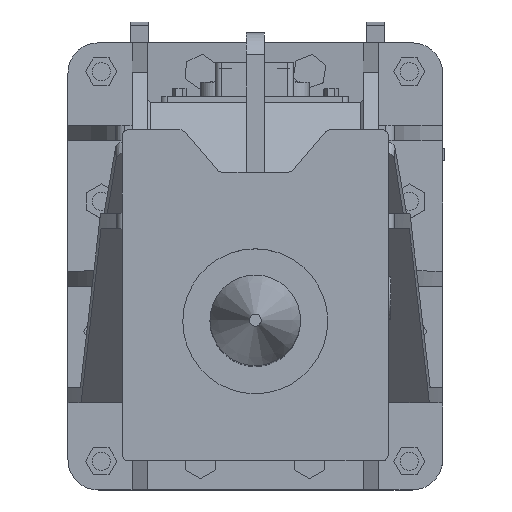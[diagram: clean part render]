
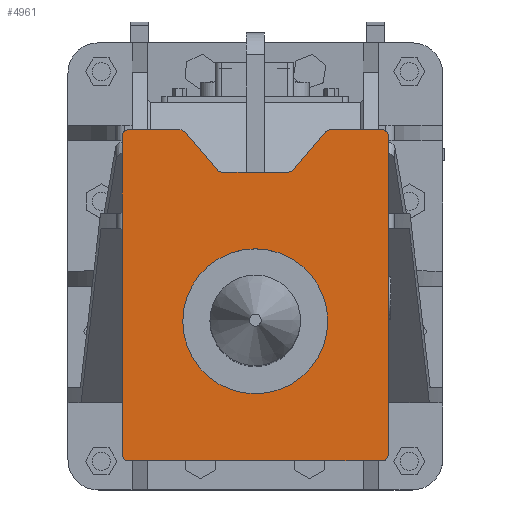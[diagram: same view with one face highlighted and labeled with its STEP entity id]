
A CAD part, top view. The second image highlights one B-rep face of the part: STEP entity #4961.
In plain terms, the highlighted planar face has unit normal (0, 0, 1).
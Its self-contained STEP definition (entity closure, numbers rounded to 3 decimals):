
#4961=ADVANCED_FACE('',(#10684,#10686),#10688,.T.);
#10684=FACE_BOUND('',#10685,.T.);
#10685=EDGE_LOOP('',(#14848,#14849,#14850,#14851,#14852,#14853,#14854,#14855,#14856,
#14857,#14858,#14859,#14860,#14861,#14862,#14863));
#10686=FACE_BOUND('',#10687,.T.);
#10687=EDGE_LOOP('',(#14864));
#10688=PLANE('',#10689);
#10689=AXIS2_PLACEMENT_3D('',#10690,#10691,#10692);
#10690=CARTESIAN_POINT('',(0.,0.,1849.));
#10691=DIRECTION('',(0.,0.,1.));
#10692=DIRECTION('',(1.,0.,0.));
#14848=ORIENTED_EDGE('',*,*,#17051,.F.);
#14849=ORIENTED_EDGE('',*,*,#17052,.T.);
#14850=ORIENTED_EDGE('',*,*,#17053,.F.);
#14851=ORIENTED_EDGE('',*,*,#17054,.T.);
#14852=ORIENTED_EDGE('',*,*,#17055,.F.);
#14853=ORIENTED_EDGE('',*,*,#16809,.T.);
#14854=ORIENTED_EDGE('',*,*,#17050,.F.);
#14855=ORIENTED_EDGE('',*,*,#17056,.T.);
#14856=ORIENTED_EDGE('',*,*,#17057,.T.);
#14857=ORIENTED_EDGE('',*,*,#17058,.T.);
#14858=ORIENTED_EDGE('',*,*,#17059,.T.);
#14859=ORIENTED_EDGE('',*,*,#17060,.T.);
#14860=ORIENTED_EDGE('',*,*,#17061,.F.);
#14861=ORIENTED_EDGE('',*,*,#16827,.T.);
#14862=ORIENTED_EDGE('',*,*,#17062,.F.);
#14863=ORIENTED_EDGE('',*,*,#17063,.T.);
#14864=ORIENTED_EDGE('',*,*,#17064,.T.);
#16809=EDGE_CURVE('',#19346,#19344,#19347,.T.);
#16827=EDGE_CURVE('',#19369,#19367,#19370,.T.);
#17050=EDGE_CURVE('',#19720,#19344,#19722,.F.);
#17051=EDGE_CURVE('',#19723,#19724,#19725,.F.);
#17052=EDGE_CURVE('',#19723,#19726,#19727,.T.);
#17053=EDGE_CURVE('',#19728,#19726,#19729,.F.);
#17054=EDGE_CURVE('',#19728,#19730,#19731,.T.);
#17055=EDGE_CURVE('',#19346,#19730,#19732,.F.);
#17056=EDGE_CURVE('',#19720,#19733,#19734,.F.);
#17057=EDGE_CURVE('',#19733,#19735,#19736,.T.);
#17058=EDGE_CURVE('',#19735,#19737,#19738,.F.);
#17059=EDGE_CURVE('',#19737,#19739,#19740,.T.);
#17060=EDGE_CURVE('',#19739,#19741,#19742,.F.);
#17061=EDGE_CURVE('',#19369,#19741,#19743,.F.);
#17062=EDGE_CURVE('',#19744,#19367,#19745,.F.);
#17063=EDGE_CURVE('',#19744,#19724,#19746,.T.);
#17064=EDGE_CURVE('',#19747,#19747,#19748,.F.);
#19344=VERTEX_POINT('',#24709);
#19346=VERTEX_POINT('',#24713);
#19347=LINE('',#24714,#24715);
#19367=VERTEX_POINT('',#24768);
#19369=VERTEX_POINT('',#24772);
#19370=LINE('',#24773,#24774);
#19720=VERTEX_POINT('',#25768);
#19722=CIRCLE('',#25772,10.);
#19723=VERTEX_POINT('',#25776);
#19724=VERTEX_POINT('',#25777);
#19725=CIRCLE('',#25778,10.);
#19726=VERTEX_POINT('',#25782);
#19727=LINE('',#25783,#25784);
#19728=VERTEX_POINT('',#25786);
#19729=CIRCLE('',#25787,10.);
#19730=VERTEX_POINT('',#25791);
#19731=LINE('',#25792,#25793);
#19732=CIRCLE('',#25795,10.);
#19733=VERTEX_POINT('',#25799);
#19734=LINE('',#25800,#25801);
#19735=VERTEX_POINT('',#25803);
#19736=CIRCLE('',#25804,10.);
#19737=VERTEX_POINT('',#25808);
#19738=LINE('',#25809,#25810);
#19739=VERTEX_POINT('',#25812);
#19740=CIRCLE('',#25813,10.);
#19741=VERTEX_POINT('',#25817);
#19742=LINE('',#25818,#25819);
#19743=CIRCLE('',#25821,10.);
#19744=VERTEX_POINT('',#25825);
#19745=CIRCLE('',#25826,10.);
#19746=LINE('',#25830,#25831);
#19747=VERTEX_POINT('',#25833);
#19748=CIRCLE('',#25834,120.);
#24709=CARTESIAN_POINT('',(434.599,593.,1849.));
#24713=CARTESIAN_POINT('',(520.,593.,1849.));
#24714=CARTESIAN_POINT('',(520.,593.,1849.));
#24715=VECTOR('',#24716,1.);
#24716=DIRECTION('',(-1.,0.,0.));
#24768=CARTESIAN_POINT('',(100.,593.,1849.));
#24772=CARTESIAN_POINT('',(185.401,593.,1849.));
#24773=CARTESIAN_POINT('',(185.401,593.,1849.));
#24774=VECTOR('',#24775,1.);
#24775=DIRECTION('',(-1.,0.,0.));
#25768=CARTESIAN_POINT('',(427.007,589.508,1849.));
#25772=AXIS2_PLACEMENT_3D('',#25773,#25774,#25775);
#25773=CARTESIAN_POINT('',(434.599,583.,1849.));
#25774=DIRECTION('',(0.,0.,1.));
#25775=DIRECTION('',(0.,1.,0.));
#25776=CARTESIAN_POINT('',(100.,45.,1849.));
#25777=CARTESIAN_POINT('',(90.,55.,1849.));
#25778=AXIS2_PLACEMENT_3D('',#25779,#25780,#25781);
#25779=CARTESIAN_POINT('',(100.,55.,1849.));
#25780=DIRECTION('',(0.,0.,1.));
#25781=DIRECTION('',(-1.,0.,0.));
#25782=CARTESIAN_POINT('',(520.,45.,1849.));
#25783=CARTESIAN_POINT('',(100.,45.,1849.));
#25784=VECTOR('',#25785,1.);
#25785=DIRECTION('',(1.,0.,0.));
#25786=CARTESIAN_POINT('',(530.,55.,1849.));
#25787=AXIS2_PLACEMENT_3D('',#25788,#25789,#25790);
#25788=CARTESIAN_POINT('',(520.,55.,1849.));
#25789=DIRECTION('',(0.,0.,1.));
#25790=DIRECTION('',(0.,-1.,0.));
#25791=CARTESIAN_POINT('',(530.,583.,1849.));
#25792=CARTESIAN_POINT('',(530.,55.,1849.));
#25793=VECTOR('',#25794,1.);
#25794=DIRECTION('',(0.,1.,0.));
#25795=AXIS2_PLACEMENT_3D('',#25796,#25797,#25798);
#25796=CARTESIAN_POINT('',(520.,583.,1849.));
#25797=DIRECTION('',(0.,0.,1.));
#25798=DIRECTION('',(1.,0.,0.));
#25799=CARTESIAN_POINT('',(372.993,526.492,1849.));
#25800=CARTESIAN_POINT('',(372.993,526.492,1849.));
#25801=VECTOR('',#25802,1.);
#25802=DIRECTION('',(0.651,0.759,0.));
#25803=CARTESIAN_POINT('',(365.401,523.,1849.));
#25804=AXIS2_PLACEMENT_3D('',#25805,#25806,#25807);
#25805=CARTESIAN_POINT('',(365.401,533.,1849.));
#25806=DIRECTION('',(0.,0.,-1.));
#25807=DIRECTION('',(0.759,-0.651,0.));
#25808=CARTESIAN_POINT('',(254.599,523.,1849.));
#25809=CARTESIAN_POINT('',(254.599,523.,1849.));
#25810=VECTOR('',#25811,1.);
#25811=DIRECTION('',(1.,0.,0.));
#25812=CARTESIAN_POINT('',(247.007,526.492,1849.));
#25813=AXIS2_PLACEMENT_3D('',#25814,#25815,#25816);
#25814=CARTESIAN_POINT('',(254.599,533.,1849.));
#25815=DIRECTION('',(0.,0.,-1.));
#25816=DIRECTION('',(0.,-1.,0.));
#25817=CARTESIAN_POINT('',(192.993,589.508,1849.));
#25818=CARTESIAN_POINT('',(192.993,589.508,1849.));
#25819=VECTOR('',#25820,1.);
#25820=DIRECTION('',(0.651,-0.759,0.));
#25821=AXIS2_PLACEMENT_3D('',#25822,#25823,#25824);
#25822=CARTESIAN_POINT('',(185.401,583.,1849.));
#25823=DIRECTION('',(0.,0.,1.));
#25824=DIRECTION('',(0.759,0.651,0.));
#25825=CARTESIAN_POINT('',(90.,583.,1849.));
#25826=AXIS2_PLACEMENT_3D('',#25827,#25828,#25829);
#25827=CARTESIAN_POINT('',(100.,583.,1849.));
#25828=DIRECTION('',(0.,0.,1.));
#25829=DIRECTION('',(0.,1.,0.));
#25830=CARTESIAN_POINT('',(90.,583.,1849.));
#25831=VECTOR('',#25832,1.);
#25832=DIRECTION('',(0.,-1.,0.));
#25833=CARTESIAN_POINT('',(430.,276.,1849.));
#25834=AXIS2_PLACEMENT_3D('',#25835,#25836,#25837);
#25835=CARTESIAN_POINT('',(310.,276.,1849.));
#25836=DIRECTION('',(0.,0.,1.));
#25837=DIRECTION('',(1.,0.,0.));
